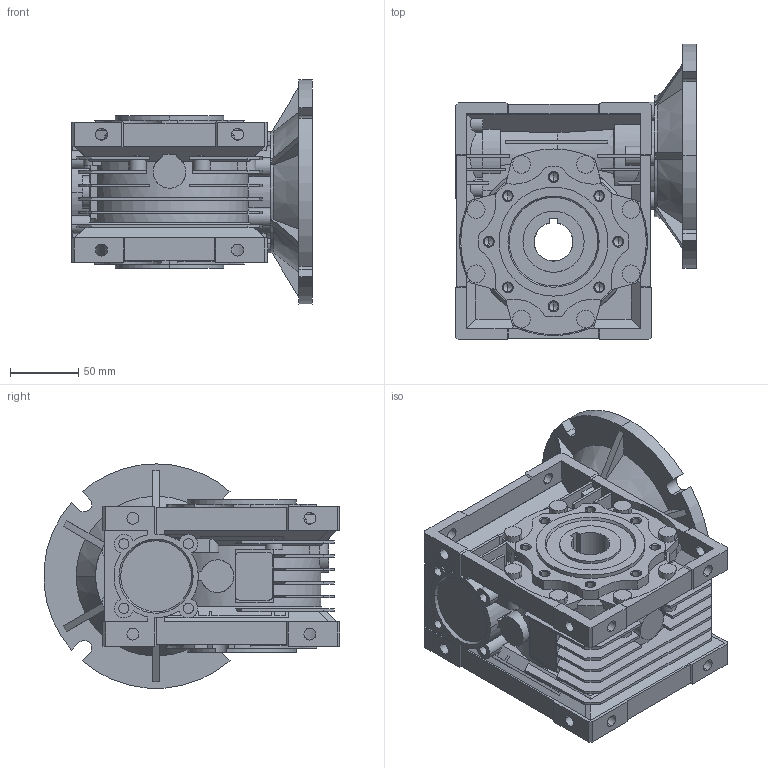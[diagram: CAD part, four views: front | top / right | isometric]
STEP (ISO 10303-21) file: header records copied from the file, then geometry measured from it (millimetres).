
FILE_DESCRIPTION (( 'STEP AP203' ), '1' );
FILE_NAME ('WGA-63M-040-H1.step', '2023-03-08T19:52:28', ( '' ), ( '' ), 'SwSTEP 2.0', 'SolidWorks 2021', '' );
FILE_SCHEMA (( 'CONFIG_CONTROL_DESIGN' ));
Length unit declared in the file: inch
Products named in the file (1): WGA-63M-040-H1
Bounding box: 177 x 217.24 x 164.74 mm (x, y, z)
Volume: 1917662 mm3; surface area: 366457.2 mm2
Topology: 4 solids, 6 shells, 1231 faces, 3403 edges, 2204 vertices
Faces by surface type: plane 759, cylinder 331, cone 137, bspline 4
Entity records: 39938 total; most frequent: CARTESIAN_POINT 8356, ORIENTED_EDGE 6742, DIRECTION 6472, EDGE_CURVE 3371, VERTEX_POINT 2204, LINE 2168, VECTOR 2168, AXIS2_PLACEMENT_3D 2152
